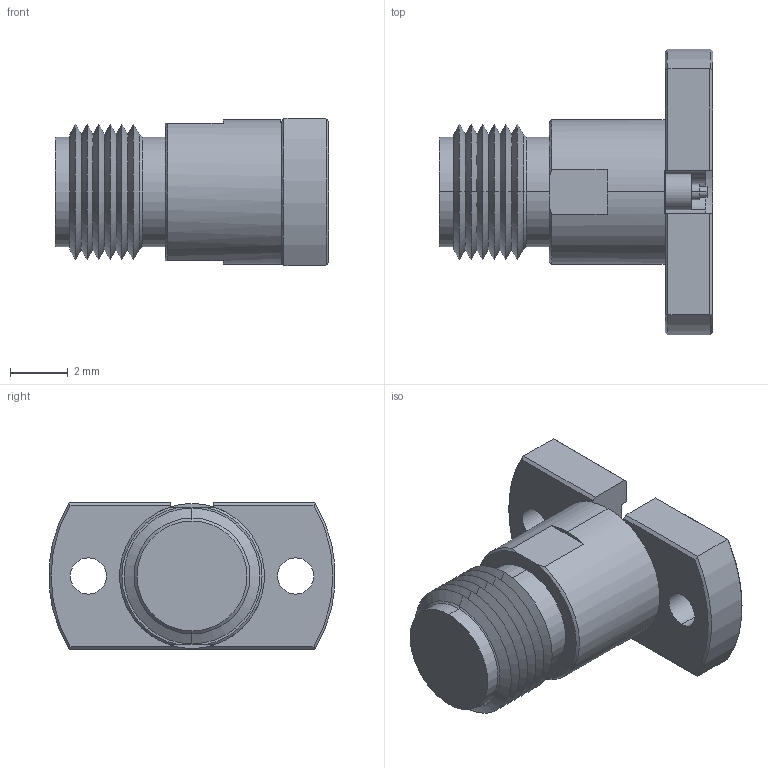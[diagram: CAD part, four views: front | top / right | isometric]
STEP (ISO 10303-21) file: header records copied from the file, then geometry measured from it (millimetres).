
FILE_DESCRIPTION (( 'STEP AP203' ), '1' );
FILE_NAME ('PE45692_3D.STEP', '2021-07-15T12:57:56', ( '' ), ( '' ), 'SwSTEP 2.0', 'SolidWorks 2020', '' );
FILE_SCHEMA (( 'CONFIG_CONTROL_DESIGN' ));
Length unit declared in the file: inch
Products named in the file (1): PE45692_3D
Bounding box: 9.45 x 9.87 x 5.08 mm (x, y, z)
Volume: 196.8 mm3; surface area: 305.1 mm2
Topology: 1 solids, 1 shells, 86 faces, 209 edges, 128 vertices
Faces by surface type: cone 34, cylinder 26, plane 26
Entity records: 2608 total; most frequent: CARTESIAN_POINT 490, DIRECTION 449, ORIENTED_EDGE 418, EDGE_CURVE 209, AXIS2_PLACEMENT_3D 175, VERTEX_POINT 128, VECTOR 99, LINE 99
